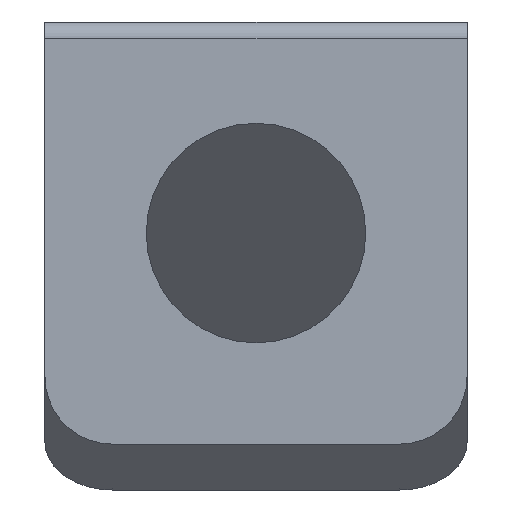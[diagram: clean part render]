
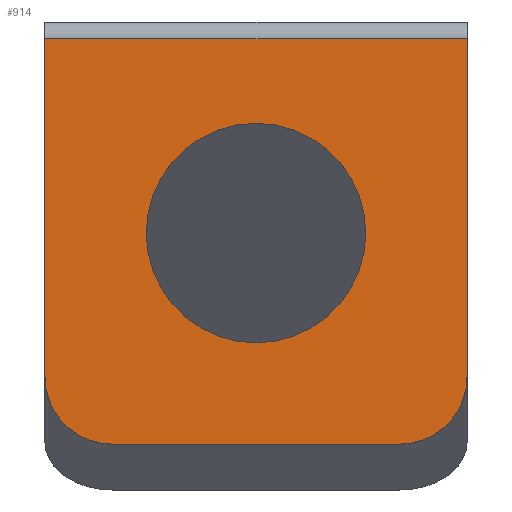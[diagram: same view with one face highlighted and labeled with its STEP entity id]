
A CAD part, left-side view. The second image highlights one B-rep face of the part: STEP entity #914.
In plain terms, the highlighted planar face has unit normal (-1, 0, 0).
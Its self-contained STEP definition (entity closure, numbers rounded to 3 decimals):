
#130=DIRECTION('',(0.,0.,1.));
#131=VECTOR('',#130,20.);
#132=CARTESIAN_POINT('',(0.,0.,-21.));
#133=LINE('',#132,#131);
#250=DIRECTION('',(0.,0.,1.));
#251=VECTOR('',#250,20.);
#252=CARTESIAN_POINT('',(0.,25.,-21.));
#253=LINE('',#252,#251);
#363=DIRECTION('',(0.,1.,0.));
#364=VECTOR('',#363,25.);
#365=CARTESIAN_POINT('',(0.,0.,-1.));
#366=LINE('',#365,#364);
#370=CARTESIAN_POINT('',(0.,21.,-21.));
#371=DIRECTION('',(-1.,0.,0.));
#372=DIRECTION('',(0.,1.,0.));
#373=AXIS2_PLACEMENT_3D('',#370,#371,#372);
#378=CARTESIAN_POINT('',(0.,4.,-21.));
#379=DIRECTION('',(-1.,0.,0.));
#380=DIRECTION('',(0.,0.,-1.));
#381=AXIS2_PLACEMENT_3D('',#378,#379,#380);
#386=DIRECTION('',(0.,1.,0.));
#387=VECTOR('',#386,17.);
#388=CARTESIAN_POINT('',(0.,4.,-25.));
#389=LINE('',#388,#387);
#393=CARTESIAN_POINT('',(0.,12.5,-12.5));
#394=DIRECTION('',(1.,0.,0.));
#395=DIRECTION('',(0.,1.,0.));
#396=AXIS2_PLACEMENT_3D('',#393,#394,#395);
#401=CARTESIAN_POINT('',(0.,12.5,-12.5));
#402=DIRECTION('',(1.,0.,0.));
#403=DIRECTION('',(0.,-1.,0.));
#404=AXIS2_PLACEMENT_3D('',#401,#402,#403);
#615=CARTESIAN_POINT('',(0.,0.,-1.));
#617=VERTEX_POINT('',#615);
#631=CARTESIAN_POINT('',(0.,25.,-1.));
#633=VERTEX_POINT('',#631);
#663=CARTESIAN_POINT('',(0.,25.,-21.));
#664=CARTESIAN_POINT('',(0.,21.,-25.));
#665=VERTEX_POINT('',#663);
#666=VERTEX_POINT('',#664);
#675=CARTESIAN_POINT('',(0.,4.,-25.));
#676=VERTEX_POINT('',#675);
#677=CARTESIAN_POINT('',(0.,0.,-21.));
#678=VERTEX_POINT('',#677);
#679=CARTESIAN_POINT('',(0.,19.,-12.5));
#680=CARTESIAN_POINT('',(0.,6.,-12.5));
#681=VERTEX_POINT('',#679);
#682=VERTEX_POINT('',#680);
#892=CARTESIAN_POINT('',(0.,0.,-25.));
#893=DIRECTION('',(-1.,0.,0.));
#894=DIRECTION('',(0.,0.,1.));
#895=AXIS2_PLACEMENT_3D('',#892,#893,#894);
#896=PLANE('',#895);
#898=ORIENTED_EDGE('',*,*,#897,.F.);
#899=ORIENTED_EDGE('',*,*,#821,.T.);
#900=ORIENTED_EDGE('',*,*,#885,.F.);
#901=ORIENTED_EDGE('',*,*,#730,.F.);
#903=ORIENTED_EDGE('',*,*,#902,.F.);
#905=ORIENTED_EDGE('',*,*,#904,.T.);
#906=EDGE_LOOP('',(#898,#899,#900,#901,#903,#905));
#907=FACE_OUTER_BOUND('',#906,.F.);
#909=ORIENTED_EDGE('',*,*,#908,.F.);
#911=ORIENTED_EDGE('',*,*,#910,.F.);
#912=EDGE_LOOP('',(#909,#911));
#913=FACE_BOUND('',#912,.F.);
#914=ADVANCED_FACE('',(#907,#913),#896,.T.);
#374=CIRCLE('',#373,4.);
#382=CIRCLE('',#381,4.);
#397=CIRCLE('',#396,6.5);
#405=CIRCLE('',#404,6.5);
#730=EDGE_CURVE('',#678,#617,#133,.T.);
#821=EDGE_CURVE('',#665,#633,#253,.T.);
#885=EDGE_CURVE('',#617,#633,#366,.T.);
#897=EDGE_CURVE('',#665,#666,#374,.T.);
#902=EDGE_CURVE('',#676,#678,#382,.T.);
#904=EDGE_CURVE('',#676,#666,#389,.T.);
#908=EDGE_CURVE('',#681,#682,#397,.T.);
#910=EDGE_CURVE('',#682,#681,#405,.T.);
